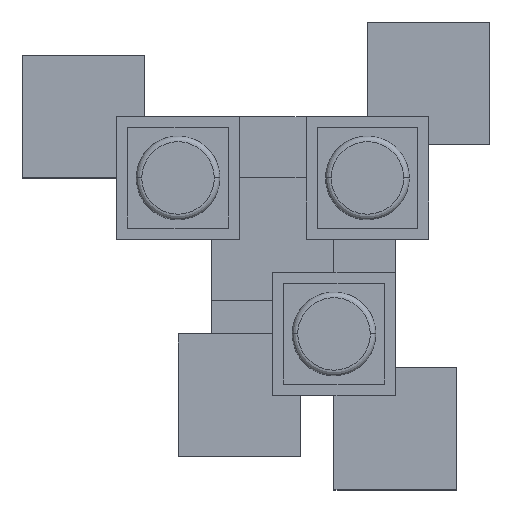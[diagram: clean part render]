
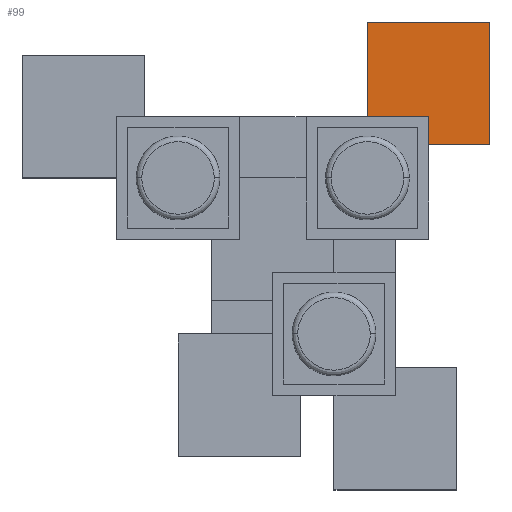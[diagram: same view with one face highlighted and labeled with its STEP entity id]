
A CAD part, top view. The second image highlights one B-rep face of the part: STEP entity #99.
In plain terms, the highlighted planar face has unit normal (0, 0, 1).
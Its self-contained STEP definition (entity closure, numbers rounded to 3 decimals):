
#99=ADVANCED_FACE('',(#192),#1438,.T.);
#192=FACE_OUTER_BOUND('',#285,.T.);
#285=EDGE_LOOP('',(#401,#402,#403,#404,#405,#406));
#401=ORIENTED_EDGE('',*,*,#845,.T.);
#402=ORIENTED_EDGE('',*,*,#848,.T.);
#403=ORIENTED_EDGE('',*,*,#851,.T.);
#404=ORIENTED_EDGE('',*,*,#854,.T.);
#405=ORIENTED_EDGE('',*,*,#857,.T.);
#406=ORIENTED_EDGE('',*,*,#859,.T.);
#845=EDGE_CURVE('',#1283,#1282,#1077,.T.);
#848=EDGE_CURVE('',#1282,#1285,#1080,.T.);
#851=EDGE_CURVE('',#1285,#1287,#1083,.T.);
#854=EDGE_CURVE('',#1287,#1289,#1086,.T.);
#857=EDGE_CURVE('',#1289,#1291,#1089,.T.);
#859=EDGE_CURVE('',#1291,#1283,#1091,.T.);
#1077=B_SPLINE_CURVE_WITH_KNOTS('',1,(#1916,#1917),.UNSPECIFIED.,.F.,.F.,
(2,2),(0.,25.),.UNSPECIFIED.);
#1080=B_SPLINE_CURVE_WITH_KNOTS('',1,(#1922,#1923),.UNSPECIFIED.,.F.,.F.,
(2,2),(25.,80.),.UNSPECIFIED.);
#1083=B_SPLINE_CURVE_WITH_KNOTS('',1,(#1928,#1929),.UNSPECIFIED.,.F.,.F.,
(2,2),(80.,190.),.UNSPECIFIED.);
#1086=B_SPLINE_CURVE_WITH_KNOTS('',1,(#1934,#1935),.UNSPECIFIED.,.F.,.F.,
(2,2),(190.,300.),.UNSPECIFIED.);
#1089=B_SPLINE_CURVE_WITH_KNOTS('',1,(#1940,#1941),.UNSPECIFIED.,.F.,.F.,
(2,2),(300.,385.),.UNSPECIFIED.);
#1091=B_SPLINE_CURVE_WITH_KNOTS('',1,(#1944,#1945),.UNSPECIFIED.,.F.,.F.,
(2,2),(385.,440.),.UNSPECIFIED.);
#1282=VERTEX_POINT('',#1779);
#1283=VERTEX_POINT('',#1780);
#1285=VERTEX_POINT('',#1782);
#1287=VERTEX_POINT('',#1784);
#1289=VERTEX_POINT('',#1786);
#1291=VERTEX_POINT('',#1788);
#1438=PLANE('',#1539);
#1539=AXIS2_PLACEMENT_3D('',#1707,#1623,$);
#1623=DIRECTION('',(0.,0.,1.));
#1707=CARTESIAN_POINT('',(-2639.198,640.919,30.));
#1779=CARTESIAN_POINT('',(-2584.198,640.919,30.));
#1780=CARTESIAN_POINT('',(-2584.198,665.919,30.));
#1782=CARTESIAN_POINT('',(-2529.198,640.919,30.));
#1784=CARTESIAN_POINT('',(-2529.198,750.919,30.));
#1786=CARTESIAN_POINT('',(-2639.198,750.919,30.));
#1788=CARTESIAN_POINT('',(-2639.198,665.919,30.));
#1916=CARTESIAN_POINT('',(-2584.198,665.919,30.));
#1917=CARTESIAN_POINT('',(-2584.198,640.919,30.));
#1922=CARTESIAN_POINT('',(-2584.198,640.919,30.));
#1923=CARTESIAN_POINT('',(-2529.198,640.919,30.));
#1928=CARTESIAN_POINT('',(-2529.198,640.919,30.));
#1929=CARTESIAN_POINT('',(-2529.198,750.919,30.));
#1934=CARTESIAN_POINT('',(-2529.198,750.919,30.));
#1935=CARTESIAN_POINT('',(-2639.198,750.919,30.));
#1940=CARTESIAN_POINT('',(-2639.198,750.919,30.));
#1941=CARTESIAN_POINT('',(-2639.198,665.919,30.));
#1944=CARTESIAN_POINT('',(-2639.198,665.919,30.));
#1945=CARTESIAN_POINT('',(-2584.198,665.919,30.));
